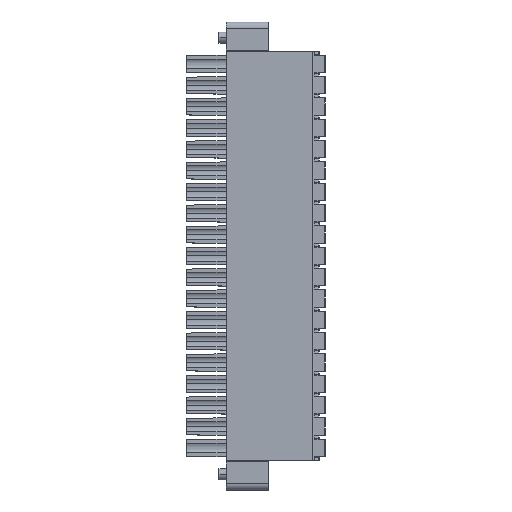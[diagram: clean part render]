
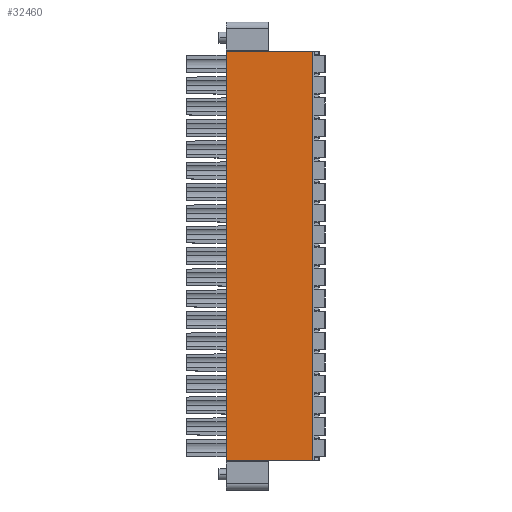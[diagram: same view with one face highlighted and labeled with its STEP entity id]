
A CAD part, top view. The second image highlights one B-rep face of the part: STEP entity #32460.
In plain terms, the highlighted planar face has unit normal (0, 0, 1).
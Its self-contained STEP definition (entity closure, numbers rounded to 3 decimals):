
#10068=DIRECTION('',(0.,1.,0.));
#10069=VECTOR('',#10068,67.2);
#10070=CARTESIAN_POINT('',(-6.625,-35.645,23.4));
#10071=LINE('',#10070,#10069);
#10072=DIRECTION('',(0.,-1.,0.));
#10073=VECTOR('',#10072,67.2);
#10074=CARTESIAN_POINT('',(7.575,31.555,23.4));
#10075=LINE('',#10074,#10073);
#10076=DIRECTION('',(-1.,0.,0.));
#10077=VECTOR('',#10076,6.95);
#10078=CARTESIAN_POINT('',(0.325,31.555,23.4));
#10079=LINE('',#10078,#10077);
#10160=DIRECTION('',(-1.,0.,0.));
#10161=VECTOR('',#10160,7.25);
#10162=CARTESIAN_POINT('',(7.575,31.555,23.4));
#10163=LINE('',#10162,#10161);
#10446=DIRECTION('',(1.,0.,0.));
#10447=VECTOR('',#10446,7.25);
#10448=CARTESIAN_POINT('',(0.325,-35.645,23.4));
#10449=LINE('',#10448,#10447);
#11795=DIRECTION('',(1.,0.,0.));
#11796=VECTOR('',#11795,6.95);
#11797=CARTESIAN_POINT('',(-6.625,-35.645,23.4));
#11798=LINE('',#11797,#11796);
#14703=CARTESIAN_POINT('',(-6.625,-35.645,23.4));
#14705=VERTEX_POINT('',#14703);
#14872=CARTESIAN_POINT('',(7.575,-35.645,23.4));
#14873=VERTEX_POINT('',#14872);
#14874=CARTESIAN_POINT('',(0.325,-35.645,23.4));
#14875=VERTEX_POINT('',#14874);
#18499=CARTESIAN_POINT('',(-6.625,31.555,23.4));
#18500=VERTEX_POINT('',#18499);
#18580=CARTESIAN_POINT('',(7.575,31.555,23.4));
#18581=VERTEX_POINT('',#18580);
#18582=CARTESIAN_POINT('',(0.325,31.555,23.4));
#18583=VERTEX_POINT('',#18582);
#32443=CARTESIAN_POINT('',(4.299,13.355,23.4));
#32444=DIRECTION('',(0.,0.,1.));
#32445=DIRECTION('',(-1.,0.,0.));
#32446=AXIS2_PLACEMENT_3D('',#32443,#32444,#32445);
#32447=PLANE('',#32446);
#32448=ORIENTED_EDGE('',*,*,#18808,.T.);
#32450=ORIENTED_EDGE('',*,*,#32449,.F.);
#32452=ORIENTED_EDGE('',*,*,#32451,.F.);
#32453=ORIENTED_EDGE('',*,*,#32433,.T.);
#32455=ORIENTED_EDGE('',*,*,#32454,.F.);
#32457=ORIENTED_EDGE('',*,*,#32456,.F.);
#32458=EDGE_LOOP('',(#32448,#32450,#32452,#32453,#32455,#32457));
#32459=FACE_OUTER_BOUND('',#32458,.F.);
#18808=EDGE_CURVE('',#14705,#18500,#10071,.T.);
#32433=EDGE_CURVE('',#18581,#14873,#10075,.T.);
#32449=EDGE_CURVE('',#18583,#18500,#10079,.T.);
#32451=EDGE_CURVE('',#18581,#18583,#10163,.T.);
#32454=EDGE_CURVE('',#14875,#14873,#10449,.T.);
#32456=EDGE_CURVE('',#14705,#14875,#11798,.T.);
#32460=ADVANCED_FACE('',(#32459),#32447,.T.);
